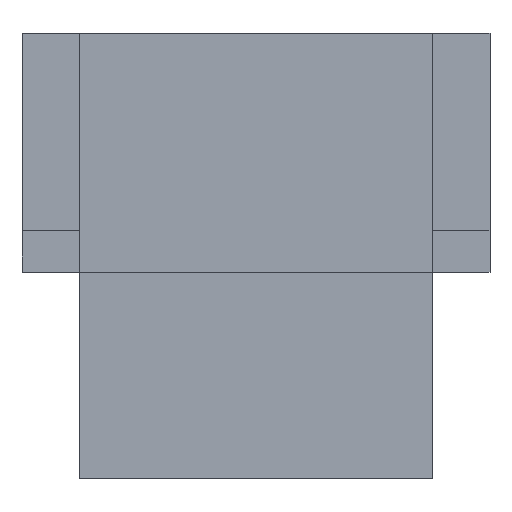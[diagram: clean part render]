
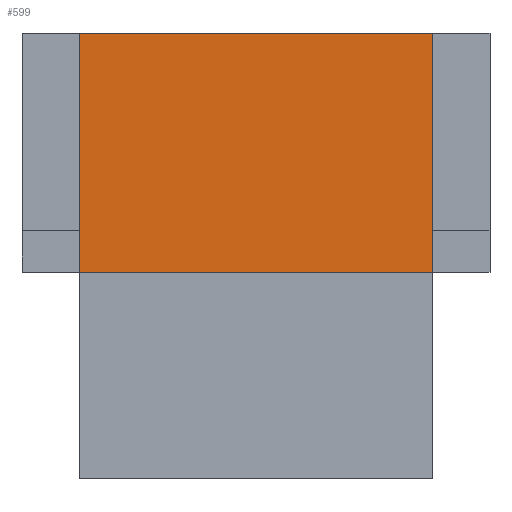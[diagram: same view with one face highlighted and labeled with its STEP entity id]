
A CAD part, front view. The second image highlights one B-rep face of the part: STEP entity #599.
In plain terms, the highlighted planar face has unit normal (0, -1, 0).
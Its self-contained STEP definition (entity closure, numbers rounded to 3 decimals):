
#579=AXIS2_PLACEMENT_3D('Plane Axis2P3D',#576,#577,#578) ;
#201=CARTESIAN_POINT('Vertex',(3.95,0.8,1.988)) ;
#206=CARTESIAN_POINT('Line Origine',(2.25,0.8,1.988)) ;
#210=CARTESIAN_POINT('Vertex',(0.55,0.8,1.988)) ;
#548=CARTESIAN_POINT('Line Origine',(0.55,0.8,3.138)) ;
#552=CARTESIAN_POINT('Vertex',(0.55,0.8,4.288)) ;
#576=CARTESIAN_POINT('Axis2P3D Location',(2.25,0.8,1.988)) ;
#581=CARTESIAN_POINT('Line Origine',(2.25,0.8,4.288)) ;
#585=CARTESIAN_POINT('Vertex',(3.95,0.8,4.288)) ;
#588=CARTESIAN_POINT('Line Origine',(3.95,0.8,3.138)) ;
#207=DIRECTION('Vector Direction',(1.,0.,0.)) ;
#549=DIRECTION('Vector Direction',(0.,0.,1.)) ;
#577=DIRECTION('Axis2P3D Direction',(0.,1.,0.)) ;
#578=DIRECTION('Axis2P3D XDirection',(0.,0.,1.)) ;
#582=DIRECTION('Vector Direction',(1.,0.,0.)) ;
#589=DIRECTION('Vector Direction',(0.,0.,1.)) ;
#208=VECTOR('Line Direction',#207,1.) ;
#550=VECTOR('Line Direction',#549,1.) ;
#583=VECTOR('Line Direction',#582,1.) ;
#590=VECTOR('Line Direction',#589,1.) ;
#594=ORIENTED_EDGE('',*,*,#587,.F.) ;
#595=ORIENTED_EDGE('',*,*,#554,.T.) ;
#596=ORIENTED_EDGE('',*,*,#212,.T.) ;
#597=ORIENTED_EDGE('',*,*,#592,.F.) ;
#599=ADVANCED_FACE('S3D - gedreht',(#598),#580,.F.) ;
#212=EDGE_CURVE('',#211,#202,#209,.T.) ;
#554=EDGE_CURVE('',#553,#211,#551,.F.) ;
#587=EDGE_CURVE('',#553,#586,#584,.T.) ;
#592=EDGE_CURVE('',#586,#202,#591,.F.) ;
#593=EDGE_LOOP('',(#594,#595,#596,#597)) ;
#598=FACE_OUTER_BOUND('',#593,.T.) ;
#209=LINE('Line',#206,#208) ;
#551=LINE('Line',#548,#550) ;
#584=LINE('Line',#581,#583) ;
#591=LINE('Line',#588,#590) ;
#580=PLANE('',#579) ;
#202=VERTEX_POINT('',#201) ;
#211=VERTEX_POINT('',#210) ;
#553=VERTEX_POINT('',#552) ;
#586=VERTEX_POINT('',#585) ;
